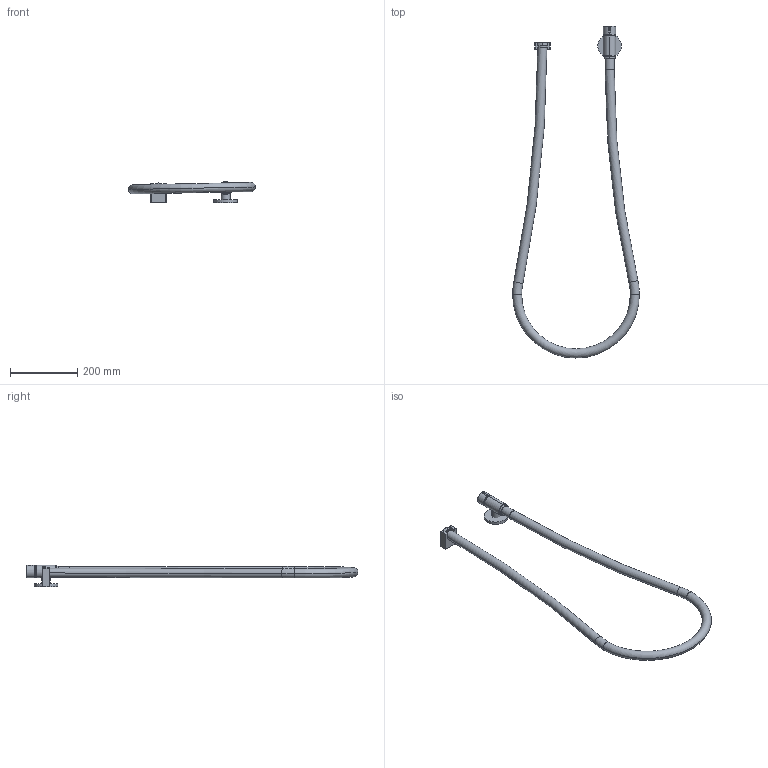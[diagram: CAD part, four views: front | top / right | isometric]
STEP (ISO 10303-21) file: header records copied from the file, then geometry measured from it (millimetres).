
FILE_DESCRIPTION (( 'STEP AP214' ), '1' );
FILE_NAME ('27843979.STEP', '2023-01-30T11:34:21', ( '' ), ( '' ), 'SwSTEP 2.0', 'SolidWorks 2020', '' );
FILE_SCHEMA (( 'AUTOMOTIVE_DESIGN' ));
Length unit declared in the file: millimetre
Products named in the file (6): 27843979; Planungsmodell_Koerper rund Water Tubes-+-09.11.03.055.90-1; Planungsmodell_Halter-+-09.17.20.023.94-01_ _K1; Planungsmodell_Schlauch-+-09.30.02.072-03_K7_Einbau_27820979; Planungsmodell_Griff-+-09.20.97.021.90-1; Planungsmodell_Rosette_rund-+-36.104.820-01_ _K13_70x9
Assembly tree (5 placements, depth 2):
  27843979
    Planungsmodell_Halter-+-09.17.20.023.94-01_ _K1
    Planungsmodell_Griff-+-09.20.97.021.90-1
    Planungsmodell_Koerper rund Water Tubes-+-09.11.03.055.90-1
    Planungsmodell_Rosette_rund-+-36.104.820-01_ _K13_70x9
    Planungsmodell_Schlauch-+-09.30.02.072-03_K7_Einbau_27820979
Bounding box: 377.12 x 986.94 x 63.55 mm (x, y, z)
Volume: 1341826.4 mm3; surface area: 213563.5 mm2
Topology: 5 solids, 5 shells, 95 faces, 210 edges, 127 vertices
Faces by surface type: cylinder 34, plane 26, torus 18, sphere 8, bspline 6, cone 3
Entity records: 3543 total; most frequent: CARTESIAN_POINT 1174, DIRECTION 493, ORIENTED_EDGE 412, AXIS2_PLACEMENT_3D 214, EDGE_CURVE 206, VERTEX_POINT 127, CIRCLE 117, EDGE_LOOP 101
